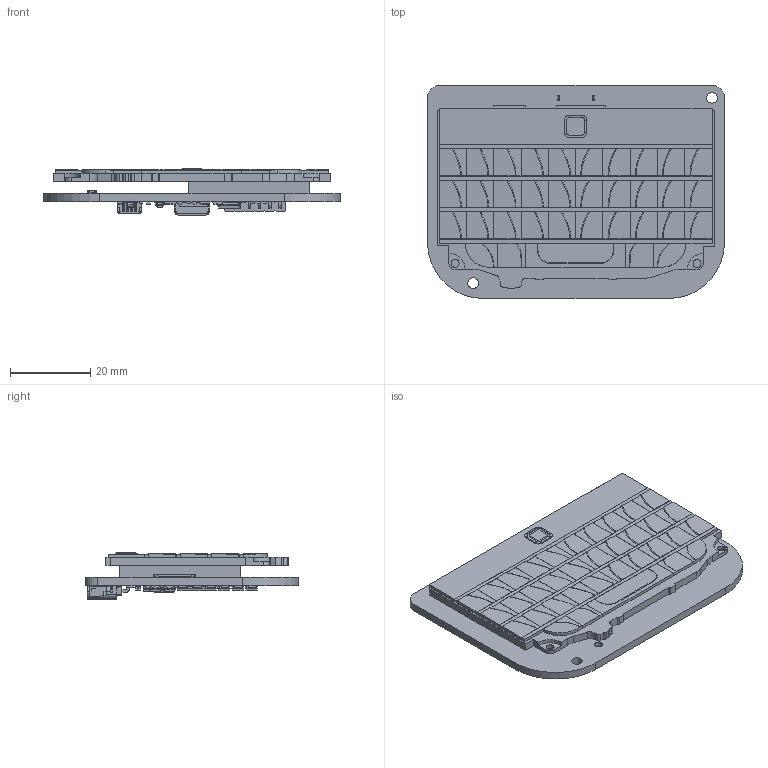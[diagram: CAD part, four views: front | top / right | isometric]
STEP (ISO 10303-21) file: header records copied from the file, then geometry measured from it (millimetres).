
FILE_DESCRIPTION(/* description */ (''),/* implementation_level */ '2;1');
FILE_NAME(/* name */ 'bbq20_keyboard v3.step',/* time_stamp */ '2022-05-20T05:57:43+02:00',/* author */ (''),/* organization */ (''),/* preprocessor_version */ 'ST-DEVELOPER v18.1',/* originating_system */ 'Autodesk Translation Framework v10.14.0.1471',/* authorisation */ '');
FILE_SCHEMA (('AUTOMOTIVE_DESIGN { 1 0 10303 214 3 1 1 }'));
Products named in the file (38): bbq20_keyboard; BM20B(0.8)-40DS-0.4V; COMPOUND (2); SSOP-8_5.25x5.24mm_P1.27mm; SOLID (3); QFN-56-1EP_7x7mm_P0.4mm_EP5.7x5.7mm; SOLID (5); 1X04_1MM_RA; COMPOUND; D_SOD-323; SOLID (6); PinHeader_1x06_P2.54mm_Horizontal; SOLID (7); STEP; COMPOUND (1); Crystal_SMD_3225-4Pin_3.2x2.5mm; SOLID (8); SOT-23; SOLID (2); SOT-23-5; SOLID (4); C_0603_1608Metric; SOLID (1); R_0603_1608Metric; SOLID; bbq20_keyboard PCB; BBQ20KBD; BBQ20_LEFT_BUTTONS; BBQ20_RIGHT_BUTTONS; Metal_Beam; Button_Row; BBQ20_BOTTOM_LEFT_BUTTON; BBQ20_BOTTOM_RIGHT_BUTTON; BBQ20_BOTTOM_LEFT_INNER_BUTTON; BBQ20_BOTTOM_RIGHT_INNTER_BUTTON; BBQ20_SPACE_BAR; BBQ20_BASE; DoubleSidedTape
Assembly tree (110 placements, depth 3):
  bbq20_keyboard
    BM20B(0.8)-40DS-0.4V
      COMPOUND (2)
    R_0603_1608Metric  x22
      SOLID
    C_0603_1608Metric  x15
      SOLID (1)
    SOT-23  x6
      SOLID (2)
    SSOP-8_5.25x5.24mm_P1.27mm
      SOLID (3)
    QFN-56-1EP_7x7mm_P0.4mm_EP5.7x5.7mm
      SOLID (5)
    SOT-23-5  x3
      SOLID (4)
    1X04_1MM_RA
      COMPOUND
    D_SOD-323
      SOLID (6)
    PinHeader_1x06_P2.54mm_Horizontal
      SOLID (7)
    STEP
      COMPOUND (1)
    Crystal_SMD_3225-4Pin_3.2x2.5mm
      SOLID (8)
    bbq20_keyboard PCB
    BBQ20KBD
      BBQ20_LEFT_BUTTONS  x15
      BBQ20_RIGHT_BUTTONS  x15
      Metal_Beam  x4
      Button_Row
      BBQ20_BOTTOM_LEFT_BUTTON
      BBQ20_BOTTOM_RIGHT_BUTTON
      BBQ20_BOTTOM_LEFT_INNER_BUTTON
      BBQ20_BOTTOM_RIGHT_INNTER_BUTTON
      BBQ20_SPACE_BAR
      BBQ20_BASE
    DoubleSidedTape
Bounding box: 74 x 53.1 x 11.55 mm (x, y, z)
Volume: 18417 mm3; surface area: 24931 mm2
Topology: 127 solids, 127 shells, 6675 faces, 18281 edges, 11804 vertices
Faces by surface type: plane 4934, cylinder 1493, bspline 140, torus 96, cone 6, sphere 6
Full cylindrical faces by diameter (mm): 0.4 x2, 0.5 x2, 0.65 x2, 1 x6, 2 x3, 2.7 x2
Entity records: 167452 total; most frequent: CARTESIAN_POINT 36415, ORIENTED_EDGE 27674, DIRECTION 25895, EDGE_CURVE 13837, LINE 11073, VECTOR 11073, VERTEX_POINT 8978, AXIS2_PLACEMENT_3D 7411
